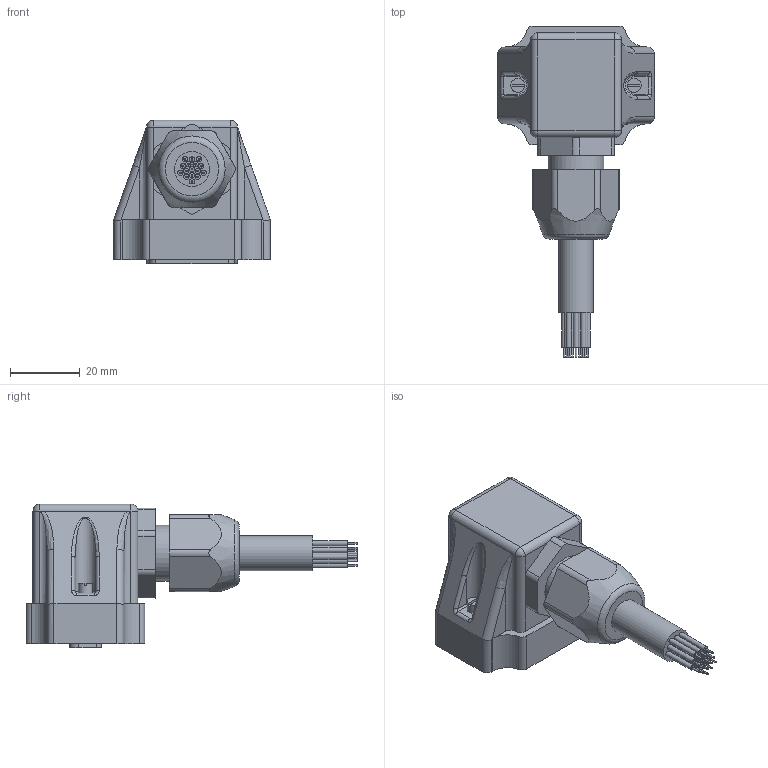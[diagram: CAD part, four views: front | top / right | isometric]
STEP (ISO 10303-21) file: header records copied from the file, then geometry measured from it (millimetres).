
FILE_DESCRIPTION((''),'2;1');
FILE_NAME('5300_F15_90_##.stp','2009-04-20T11:05:12',('rivolro1'),(''),'Autodesk Inventor 2009','Autodesk Inventor 2009','');
FILE_SCHEMA(('AUTOMOTIVE_DESIGN { 1 0 10303 214 1 1 1 1 }'));
Length unit declared in the file: millimetre
Products named in the file (1): 5300_F15_90_##
Bounding box: 44.8 x 95 x 41.1 mm (x, y, z)
Volume: 49287.5 mm3; surface area: 13432.5 mm2
Topology: 1 solids, 3 shells, 277 faces, 653 edges, 404 vertices
Faces by surface type: cylinder 125, plane 116, sphere 20, bspline 14, cone 1, torus 1
Full cylindrical faces by diameter (mm): 0.5 x16, 1 x15, 1.5 x16, 2.8 x2, 4 x2, 10 x1, 16 x1
Entity records: 8535 total; most frequent: CARTESIAN_POINT 2290, DIRECTION 1362, ORIENTED_EDGE 1108, AXIS2_PLACEMENT_3D 560, EDGE_CURVE 554, VERTEX_POINT 398, EDGE_LOOP 394, FACE_OUTER_BOUND 277
